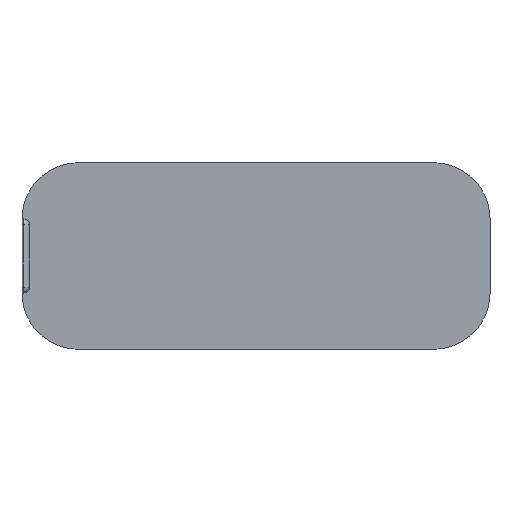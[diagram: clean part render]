
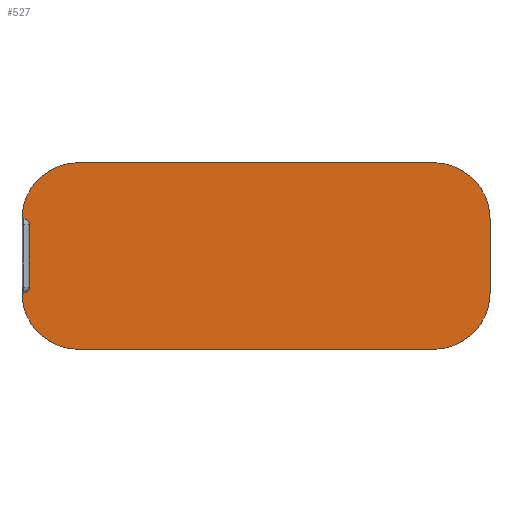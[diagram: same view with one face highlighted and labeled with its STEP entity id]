
A CAD part, top view. The second image highlights one B-rep face of the part: STEP entity #527.
In plain terms, the highlighted planar face has unit normal (0, 0, 1).
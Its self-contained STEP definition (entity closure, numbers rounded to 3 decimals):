
#29=PLANE('',#596);
#72=FACE_OUTER_BOUND('',#104,.T.);
#104=EDGE_LOOP('',(#462,#463,#464,#465,#466,#467,#468,#469,#470,#471,#472,
#473,#474,#475,#476,#477));
#121=LINE('',#1040,#157);
#122=LINE('',#1042,#158);
#127=LINE('',#1051,#163);
#128=LINE('',#1067,#164);
#129=LINE('',#1082,#165);
#132=LINE('',#1091,#168);
#136=LINE('',#1103,#172);
#140=LINE('',#1115,#176);
#157=VECTOR('',#671,10.);
#158=VECTOR('',#672,10.);
#163=VECTOR('',#679,10.);
#164=VECTOR('',#688,10.);
#165=VECTOR('',#697,10.);
#168=VECTOR('',#704,10.);
#172=VECTOR('',#716,10.);
#176=VECTOR('',#728,10.);
#190=CIRCLE('',#562,0.19);
#195=CIRCLE('',#569,0.19);
#197=CIRCLE('',#573,0.8);
#200=CIRCLE('',#577,0.8);
#203=CIRCLE('',#584,7.6);
#205=CIRCLE('',#588,7.6);
#207=CIRCLE('',#592,7.6);
#209=CIRCLE('',#595,7.6);
#226=VERTEX_POINT('',#907);
#227=VERTEX_POINT('',#908);
#236=VERTEX_POINT('',#1033);
#237=VERTEX_POINT('',#1034);
#238=VERTEX_POINT('',#1039);
#239=VERTEX_POINT('',#1041);
#242=VERTEX_POINT('',#1050);
#243=VERTEX_POINT('',#1062);
#244=VERTEX_POINT('',#1066);
#245=VERTEX_POINT('',#1078);
#248=VERTEX_POINT('',#1088);
#249=VERTEX_POINT('',#1090);
#251=VERTEX_POINT('',#1096);
#253=VERTEX_POINT('',#1102);
#255=VERTEX_POINT('',#1108);
#257=VERTEX_POINT('',#1114);
#283=EDGE_CURVE('',#226,#227,#190,.T.);
#296=EDGE_CURVE('',#236,#237,#195,.F.);
#299=EDGE_CURVE('',#236,#238,#121,.T.);
#300=EDGE_CURVE('',#239,#226,#122,.T.);
#305=EDGE_CURVE('',#242,#237,#127,.T.);
#307=EDGE_CURVE('',#243,#242,#197,.T.);
#309=EDGE_CURVE('',#244,#243,#128,.T.);
#311=EDGE_CURVE('',#245,#244,#200,.T.);
#313=EDGE_CURVE('',#227,#245,#129,.T.);
#316=EDGE_CURVE('',#249,#248,#132,.T.);
#319=EDGE_CURVE('',#251,#249,#203,.T.);
#322=EDGE_CURVE('',#253,#251,#136,.T.);
#325=EDGE_CURVE('',#255,#253,#205,.T.);
#328=EDGE_CURVE('',#257,#255,#140,.T.);
#331=EDGE_CURVE('',#238,#257,#207,.T.);
#333=EDGE_CURVE('',#248,#239,#209,.T.);
#462=ORIENTED_EDGE('',*,*,#305,.T.);
#463=ORIENTED_EDGE('',*,*,#296,.F.);
#464=ORIENTED_EDGE('',*,*,#299,.T.);
#465=ORIENTED_EDGE('',*,*,#331,.T.);
#466=ORIENTED_EDGE('',*,*,#328,.T.);
#467=ORIENTED_EDGE('',*,*,#325,.T.);
#468=ORIENTED_EDGE('',*,*,#322,.T.);
#469=ORIENTED_EDGE('',*,*,#319,.T.);
#470=ORIENTED_EDGE('',*,*,#316,.T.);
#471=ORIENTED_EDGE('',*,*,#333,.T.);
#472=ORIENTED_EDGE('',*,*,#300,.T.);
#473=ORIENTED_EDGE('',*,*,#283,.T.);
#474=ORIENTED_EDGE('',*,*,#313,.T.);
#475=ORIENTED_EDGE('',*,*,#311,.T.);
#476=ORIENTED_EDGE('',*,*,#309,.T.);
#477=ORIENTED_EDGE('',*,*,#307,.T.);
#527=ADVANCED_FACE('',(#72),#29,.T.);
#562=AXIS2_PLACEMENT_3D('',#909,#647,#648);
#569=AXIS2_PLACEMENT_3D('',#1035,#665,#666);
#573=AXIS2_PLACEMENT_3D('',#1063,#682,#683);
#577=AXIS2_PLACEMENT_3D('',#1079,#691,#692);
#584=AXIS2_PLACEMENT_3D('',#1097,#710,#711);
#588=AXIS2_PLACEMENT_3D('',#1109,#722,#723);
#592=AXIS2_PLACEMENT_3D('',#1119,#734,#735);
#595=AXIS2_PLACEMENT_3D('',#1122,#740,#741);
#596=AXIS2_PLACEMENT_3D('',#1123,#742,#743);
#647=DIRECTION('center_axis',(0.,0.,-1.));
#648=DIRECTION('ref_axis',(-0.707,0.707,0.));
#665=DIRECTION('center_axis',(0.,0.,-1.));
#666=DIRECTION('ref_axis',(-0.707,-0.707,0.));
#671=DIRECTION('',(0.,-1.,0.));
#672=DIRECTION('',(0.,-1.,0.));
#679=DIRECTION('',(-1.,0.,0.));
#682=DIRECTION('center_axis',(0.,0.,-1.));
#683=DIRECTION('ref_axis',(1.,0.,0.));
#688=DIRECTION('',(0.,-1.,0.));
#691=DIRECTION('center_axis',(0.,0.,-1.));
#692=DIRECTION('ref_axis',(1.,0.,0.));
#697=DIRECTION('',(1.,0.,0.));
#704=DIRECTION('',(-1.,0.,0.));
#710=DIRECTION('center_axis',(0.,0.,1.));
#711=DIRECTION('ref_axis',(1.,0.,0.));
#716=DIRECTION('',(0.,1.,0.));
#722=DIRECTION('center_axis',(0.,0.,1.));
#723=DIRECTION('ref_axis',(0.,-1.,0.));
#728=DIRECTION('',(1.,0.,0.));
#734=DIRECTION('center_axis',(0.,0.,1.));
#735=DIRECTION('ref_axis',(-1.,0.,0.));
#740=DIRECTION('center_axis',(0.,0.,1.));
#741=DIRECTION('ref_axis',(0.,1.,0.));
#742=DIRECTION('center_axis',(0.,0.,1.));
#743=DIRECTION('ref_axis',(-1.,0.,0.));
#907=CARTESIAN_POINT('',(16.6,93.61,6.));
#908=CARTESIAN_POINT('',(16.79,93.8,6.));
#909=CARTESIAN_POINT('Origin',(16.79,93.61,6.));
#1033=CARTESIAN_POINT('',(16.6,83.99,6.));
#1034=CARTESIAN_POINT('',(16.79,83.8,6.));
#1035=CARTESIAN_POINT('Origin',(16.79,83.99,6.));
#1039=CARTESIAN_POINT('',(16.6,83.8,6.));
#1040=CARTESIAN_POINT('',(16.6,91.3,6.));
#1041=CARTESIAN_POINT('',(16.6,93.8,6.));
#1042=CARTESIAN_POINT('',(16.6,91.3,6.));
#1050=CARTESIAN_POINT('',(16.8,83.8,6.));
#1051=CARTESIAN_POINT('',(32.4,83.8,6.));
#1062=CARTESIAN_POINT('',(17.6,84.6,6.));
#1063=CARTESIAN_POINT('Origin',(16.8,84.6,6.));
#1066=CARTESIAN_POINT('',(17.6,93.,6.));
#1067=CARTESIAN_POINT('',(17.6,88.8,6.));
#1078=CARTESIAN_POINT('',(16.8,93.8,6.));
#1079=CARTESIAN_POINT('Origin',(16.8,93.,6.));
#1082=CARTESIAN_POINT('',(32.4,93.8,6.));
#1088=CARTESIAN_POINT('',(24.2,101.4,6.));
#1090=CARTESIAN_POINT('',(72.2,101.4,6.));
#1091=CARTESIAN_POINT('',(72.2,101.4,6.));
#1096=CARTESIAN_POINT('',(79.8,93.8,6.));
#1097=CARTESIAN_POINT('Origin',(72.2,93.8,6.));
#1102=CARTESIAN_POINT('',(79.8,83.8,6.));
#1103=CARTESIAN_POINT('',(79.8,83.8,6.));
#1108=CARTESIAN_POINT('',(72.2,76.2,6.));
#1109=CARTESIAN_POINT('Origin',(72.2,83.8,6.));
#1114=CARTESIAN_POINT('',(24.2,76.2,6.));
#1115=CARTESIAN_POINT('',(24.2,76.2,6.));
#1119=CARTESIAN_POINT('Origin',(24.2,83.8,6.));
#1122=CARTESIAN_POINT('Origin',(24.2,93.8,6.));
#1123=CARTESIAN_POINT('Origin',(48.2,88.8,6.));
